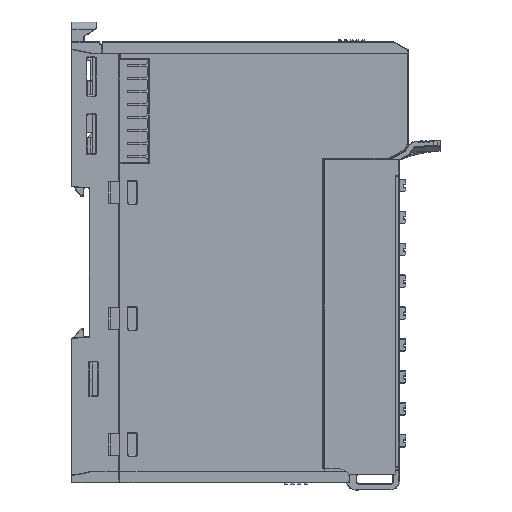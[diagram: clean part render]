
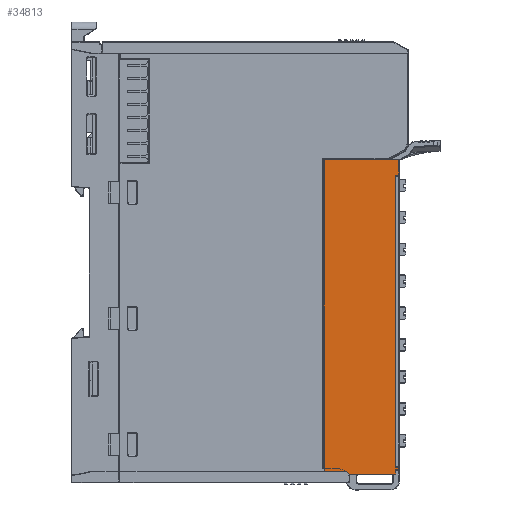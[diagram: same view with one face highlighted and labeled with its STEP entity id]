
A CAD part, left-side view. The second image highlights one B-rep face of the part: STEP entity #34813.
In plain terms, the highlighted planar face has unit normal (-1, 0, 0).
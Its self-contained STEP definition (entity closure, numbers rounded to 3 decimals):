
#27315=FACE_OUTER_BOUND('',#64530,.T.);
#34813=ADVANCED_FACE('',(#27315),#37727,.T.);
#37727=PLANE('',#151065);
#44672=LINE('',#264383,#54454);
#44684=LINE('',#264475,#54466);
#44686=LINE('',#264484,#54468);
#45261=LINE('',#266074,#55043);
#45262=LINE('',#266078,#55044);
#45263=LINE('',#266080,#55045);
#45264=LINE('',#266082,#55046);
#45265=LINE('',#266084,#55047);
#45266=LINE('',#266085,#55048);
#45267=LINE('',#266087,#55049);
#45268=LINE('',#266089,#55050);
#54454=VECTOR('',#179256,1.);
#54466=VECTOR('',#179312,1.);
#54468=VECTOR('',#179320,1.);
#55043=VECTOR('',#180889,1.);
#55044=VECTOR('',#180894,1.);
#55045=VECTOR('',#180895,1.);
#55046=VECTOR('',#180896,1.);
#55047=VECTOR('',#180897,1.);
#55048=VECTOR('',#180898,1.);
#55049=VECTOR('',#180899,1.);
#55050=VECTOR('',#180900,1.);
#64530=EDGE_LOOP('',(#95505,#95506,#95507,#95508,#95509,#95510,#95511,#95512,
#95513,#95514,#95515));
#95505=ORIENTED_EDGE('',*,*,#130751,.F.);
#95506=ORIENTED_EDGE('',*,*,#130753,.F.);
#95507=ORIENTED_EDGE('',*,*,#130754,.F.);
#95508=ORIENTED_EDGE('',*,*,#130755,.F.);
#95509=ORIENTED_EDGE('',*,*,#130756,.F.);
#95510=ORIENTED_EDGE('',*,*,#129952,.F.);
#95511=ORIENTED_EDGE('',*,*,#130757,.F.);
#95512=ORIENTED_EDGE('',*,*,#130758,.F.);
#95513=ORIENTED_EDGE('',*,*,#130759,.F.);
#95514=ORIENTED_EDGE('',*,*,#129923,.F.);
#95515=ORIENTED_EDGE('',*,*,#129956,.F.);
#109610=VERTEX_POINT('',#264360);
#109619=VERTEX_POINT('',#264384);
#109639=VERTEX_POINT('',#264472);
#109640=VERTEX_POINT('',#264476);
#109641=VERTEX_POINT('',#264477);
#110148=VERTEX_POINT('',#266075);
#110149=VERTEX_POINT('',#266079);
#110150=VERTEX_POINT('',#266081);
#110151=VERTEX_POINT('',#266083);
#110152=VERTEX_POINT('',#266086);
#110153=VERTEX_POINT('',#266088);
#129923=EDGE_CURVE('',#109610,#109619,#44672,.T.);
#129952=EDGE_CURVE('',#109640,#109641,#44684,.T.);
#129956=EDGE_CURVE('',#109639,#109610,#44686,.T.);
#130751=EDGE_CURVE('',#110148,#109639,#45261,.T.);
#130753=EDGE_CURVE('',#110149,#110148,#45262,.T.);
#130754=EDGE_CURVE('',#110150,#110149,#45263,.T.);
#130755=EDGE_CURVE('',#110151,#110150,#45264,.T.);
#130756=EDGE_CURVE('',#109641,#110151,#45265,.T.);
#130757=EDGE_CURVE('',#110152,#109640,#45266,.T.);
#130758=EDGE_CURVE('',#110153,#110152,#45267,.T.);
#130759=EDGE_CURVE('',#109619,#110153,#45268,.T.);
#151065=AXIS2_PLACEMENT_3D('',#266090,#180901,#180902);
#179256=DIRECTION('',(0.,0.,-1.));
#179312=DIRECTION('',(0.,0.,-1.));
#179320=DIRECTION('',(0.,-1.,0.));
#180889=DIRECTION('',(0.,0.,1.));
#180894=DIRECTION('',(0.,0.,1.));
#180895=DIRECTION('',(0.,1.,0.));
#180896=DIRECTION('',(0.,0.,-1.));
#180897=DIRECTION('',(0.,1.,0.));
#180898=DIRECTION('',(0.,-1.,0.));
#180899=DIRECTION('',(0.,0.,-1.));
#180900=DIRECTION('',(0.,1.,0.));
#180901=DIRECTION('',(-1.,0.,0.));
#180902=DIRECTION('',(0.,-1.,0.));
#264360=CARTESIAN_POINT('',(285.146,-148.342,90.041));
#264383=CARTESIAN_POINT('',(285.146,-148.342,8.755));
#264384=CARTESIAN_POINT('',(285.146,-148.342,86.441));
#264472=CARTESIAN_POINT('',(285.146,-130.542,90.041));
#264475=CARTESIAN_POINT('',(285.146,-148.342,16.541));
#264476=CARTESIAN_POINT('',(285.146,-148.342,16.841));
#264477=CARTESIAN_POINT('',(285.146,-148.342,16.241));
#264484=CARTESIAN_POINT('',(285.146,-128.656,90.041));
#266074=CARTESIAN_POINT('',(285.146,-130.542,8.755));
#266075=CARTESIAN_POINT('',(285.146,-130.542,16.891));
#266078=CARTESIAN_POINT('',(285.146,-130.542,15.241));
#266079=CARTESIAN_POINT('',(285.146,-130.542,15.241));
#266080=CARTESIAN_POINT('',(285.146,-147.62,15.241));
#266081=CARTESIAN_POINT('',(285.146,-147.62,15.241));
#266082=CARTESIAN_POINT('',(285.146,-147.62,90.041));
#266083=CARTESIAN_POINT('',(285.146,-147.62,16.241));
#266084=CARTESIAN_POINT('',(285.146,-142.201,16.241));
#266085=CARTESIAN_POINT('',(285.146,-147.942,16.841));
#266086=CARTESIAN_POINT('',(285.146,-147.62,16.841));
#266087=CARTESIAN_POINT('',(285.146,-147.62,90.041));
#266088=CARTESIAN_POINT('',(285.146,-147.62,86.441));
#266089=CARTESIAN_POINT('',(285.146,-129.866,86.441));
#266090=CARTESIAN_POINT('',(285.146,-128.656,8.755));
